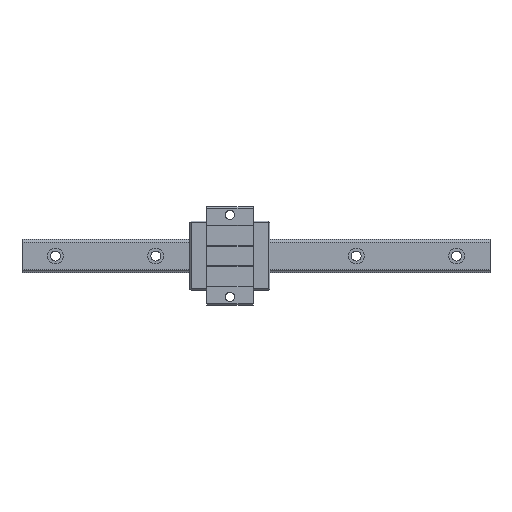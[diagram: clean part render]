
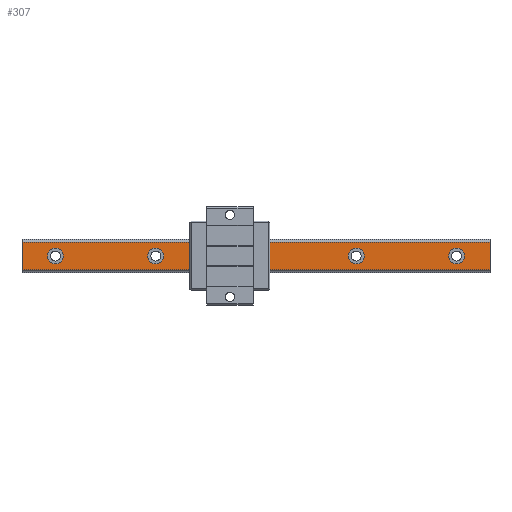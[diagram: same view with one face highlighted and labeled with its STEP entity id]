
A CAD part, top view. The second image highlights one B-rep face of the part: STEP entity #307.
In plain terms, the highlighted planar face has unit normal (0, 0, 1).
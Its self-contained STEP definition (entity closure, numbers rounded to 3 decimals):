
#111=FACE_BOUND('',#637,.T.);
#112=FACE_BOUND('',#638,.T.);
#113=FACE_BOUND('',#639,.T.);
#114=FACE_BOUND('',#640,.T.);
#115=FACE_BOUND('',#641,.T.);
#116=FACE_BOUND('',#642,.T.);
#196=PLANE('',#3027);
#307=ADVANCED_FACE('',(#111,#112,#113,#114,#115,#116),#196,.F.);
#637=EDGE_LOOP('',(#1420));
#638=EDGE_LOOP('',(#1421));
#639=EDGE_LOOP('',(#1422));
#640=EDGE_LOOP('',(#1423));
#641=EDGE_LOOP('',(#1424));
#642=EDGE_LOOP('',(#1425,#1426,#1427,#1428));
#795=LINE('',#3968,#993);
#831=LINE('',#4216,#1029);
#832=LINE('',#4230,#1030);
#833=LINE('',#4231,#1031);
#993=VECTOR('',#3225,1.);
#1029=VECTOR('',#3397,1.);
#1030=VECTOR('',#3412,1.);
#1031=VECTOR('',#3413,1.);
#1420=ORIENTED_EDGE('',*,*,#2520,.T.);
#1421=ORIENTED_EDGE('',*,*,#2521,.T.);
#1422=ORIENTED_EDGE('',*,*,#2522,.T.);
#1423=ORIENTED_EDGE('',*,*,#2523,.T.);
#1424=ORIENTED_EDGE('',*,*,#2524,.T.);
#1425=ORIENTED_EDGE('',*,*,#2525,.T.);
#1426=ORIENTED_EDGE('',*,*,#2424,.F.);
#1427=ORIENTED_EDGE('',*,*,#2526,.F.);
#1428=ORIENTED_EDGE('',*,*,#2518,.T.);
#2123=VERTEX_POINT('',#3959);
#2126=VERTEX_POINT('',#3967);
#2190=VERTEX_POINT('',#4215);
#2191=VERTEX_POINT('',#4217);
#2192=VERTEX_POINT('',#4221);
#2193=VERTEX_POINT('',#4223);
#2194=VERTEX_POINT('',#4225);
#2195=VERTEX_POINT('',#4227);
#2196=VERTEX_POINT('',#4229);
#2424=EDGE_CURVE('',#2126,#2123,#795,.T.);
#2518=EDGE_CURVE('',#2191,#2190,#831,.T.);
#2520=EDGE_CURVE('',#2192,#2192,#2878,.T.);
#2521=EDGE_CURVE('',#2193,#2193,#2879,.T.);
#2522=EDGE_CURVE('',#2194,#2194,#2880,.T.);
#2523=EDGE_CURVE('',#2195,#2195,#2881,.T.);
#2524=EDGE_CURVE('',#2196,#2196,#2882,.T.);
#2525=EDGE_CURVE('',#2190,#2123,#832,.T.);
#2526=EDGE_CURVE('',#2191,#2126,#833,.T.);
#2878=CIRCLE('',#3022,4.75);
#2879=CIRCLE('',#3023,4.75);
#2880=CIRCLE('',#3024,4.75);
#2881=CIRCLE('',#3025,4.75);
#2882=CIRCLE('',#3026,4.75);
#3022=AXIS2_PLACEMENT_3D('',#4220,#3402,#3403);
#3023=AXIS2_PLACEMENT_3D('',#4222,#3404,#3405);
#3024=AXIS2_PLACEMENT_3D('',#4224,#3406,#3407);
#3025=AXIS2_PLACEMENT_3D('',#4226,#3408,#3409);
#3026=AXIS2_PLACEMENT_3D('',#4228,#3410,#3411);
#3027=AXIS2_PLACEMENT_3D('',#4232,#3414,#3415);
#3225=DIRECTION('',(-1.,0.,0.));
#3397=DIRECTION('',(-1.,0.,0.));
#3402=DIRECTION('',(0.,0.,-1.));
#3403=DIRECTION('',(-1.,0.,0.));
#3404=DIRECTION('',(0.,0.,-1.));
#3405=DIRECTION('',(-1.,0.,0.));
#3406=DIRECTION('',(0.,0.,-1.));
#3407=DIRECTION('',(-1.,0.,0.));
#3408=DIRECTION('',(0.,0.,-1.));
#3409=DIRECTION('',(-1.,0.,0.));
#3410=DIRECTION('',(0.,0.,-1.));
#3411=DIRECTION('',(-1.,0.,0.));
#3412=DIRECTION('',(0.,-1.,0.));
#3413=DIRECTION('',(0.,-1.,0.));
#3414=DIRECTION('',(0.,0.,-1.));
#3415=DIRECTION('',(-1.,0.,0.));
#3959=CARTESIAN_POINT('',(-704.893,-956.044,16.5));
#3967=CARTESIAN_POINT('',(-424.893,-956.044,16.5));
#3968=CARTESIAN_POINT('',(-484.893,-956.044,16.5));
#4215=CARTESIAN_POINT('',(-704.893,-939.732,16.5));
#4216=CARTESIAN_POINT('',(-484.893,-939.732,16.5));
#4217=CARTESIAN_POINT('',(-424.893,-939.732,16.5));
#4220=CARTESIAN_POINT('',(-444.893,-947.888,16.5));
#4221=CARTESIAN_POINT('',(-449.643,-947.888,16.5));
#4222=CARTESIAN_POINT('',(-504.893,-947.888,16.5));
#4223=CARTESIAN_POINT('',(-509.643,-947.888,16.5));
#4224=CARTESIAN_POINT('',(-564.893,-947.888,16.5));
#4225=CARTESIAN_POINT('',(-569.643,-947.888,16.5));
#4226=CARTESIAN_POINT('',(-624.893,-947.888,16.5));
#4227=CARTESIAN_POINT('',(-629.643,-947.888,16.5));
#4228=CARTESIAN_POINT('',(-684.893,-947.888,16.5));
#4229=CARTESIAN_POINT('',(-689.643,-947.888,16.5));
#4230=CARTESIAN_POINT('',(-704.893,-939.732,16.5));
#4231=CARTESIAN_POINT('',(-424.893,-947.888,16.5));
#4232=CARTESIAN_POINT('',(-484.893,-939.732,16.5));
